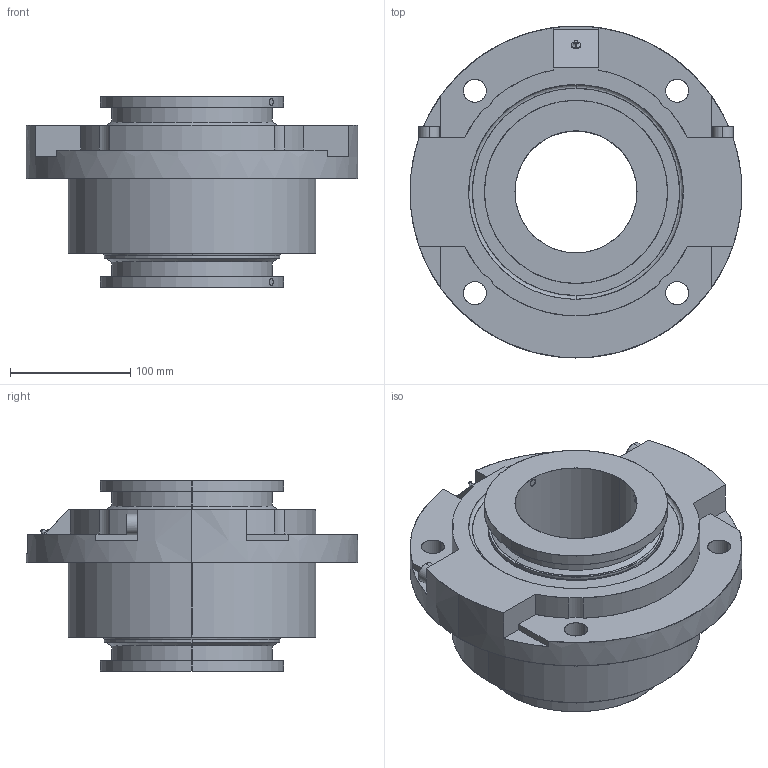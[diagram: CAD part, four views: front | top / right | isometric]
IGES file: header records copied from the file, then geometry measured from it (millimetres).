
Start section: SolidWorks IGES file using analytic representation for surfaces
Global section: file name: RFDEFAU03091223304947.igs; native system: SolidWorks 2007; preprocessor: SolidWorks 2007; author: partstream; date: 070309.122332; units: millimetre
Bounding box: 276.35 x 276.35 x 158.75 mm (x, y, z)
Surface area: 285918.1 mm2 (no closed solid volume)
Topology: 0 solids, 0 shells, 139 faces, 3230 edges, 3276 vertices
Faces by surface type: revolution 73, bspline 66
